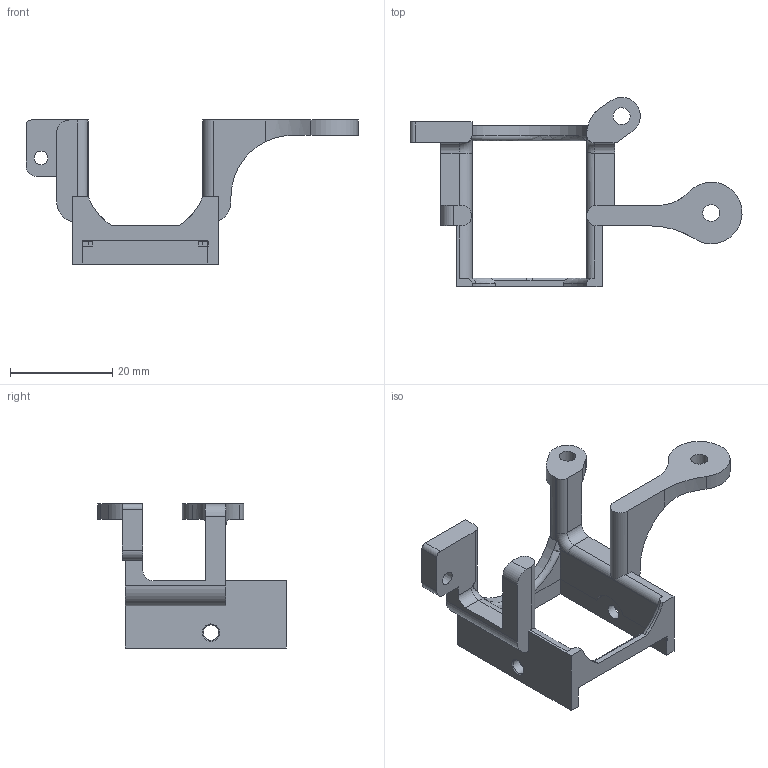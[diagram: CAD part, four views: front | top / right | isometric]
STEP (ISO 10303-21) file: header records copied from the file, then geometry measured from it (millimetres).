
FILE_DESCRIPTION(/* description */ (''),/* implementation_level */ '2;1');
FILE_NAME(/* name */ 'duct_base.step',/* time_stamp */ '2019-02-01T20:32:59-05:00',/* author */ (''),/* organization */ (''),/* preprocessor_version */ 'ST-DEVELOPER v17.2',/* originating_system */ 'Autodesk Translation Framework v7.6.0.251',/* authorisation */ '');
FILE_SCHEMA (('AUTOMOTIVE_DESIGN { 1 0 10303 214 3 1 1 }'));
Length unit declared in the file: millimetre
Products named in the file (1): duct_base
Bounding box: 64.79 x 36.84 x 28.1 mm (x, y, z)
Volume: 5263.8 mm3; surface area: 4984.5 mm2
Topology: 1 solids, 2 shells, 123 faces, 351 edges, 231 vertices
Faces by surface type: plane 68, cylinder 32, bspline 14, torus 5, cone 4
Full cylindrical faces by diameter (mm): 3 x2, 3.3 x2
Entity records: 4463 total; most frequent: CARTESIAN_POINT 1303, ORIENTED_EDGE 702, DIRECTION 578, EDGE_CURVE 351, VERTEX_POINT 231, LINE 198, VECTOR 198, AXIS2_PLACEMENT_3D 190
